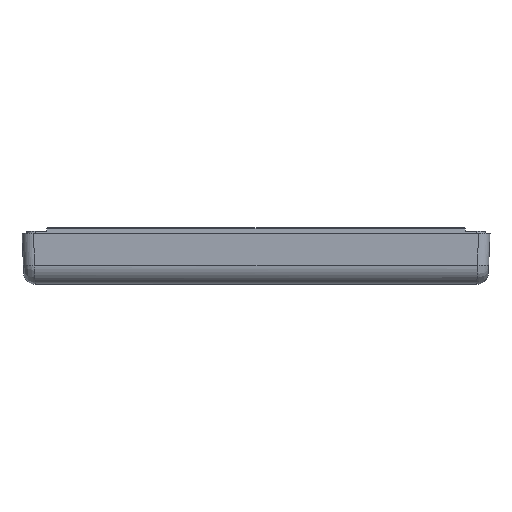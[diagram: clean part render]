
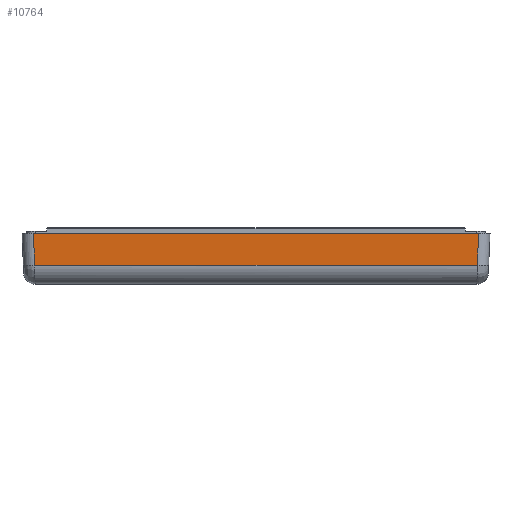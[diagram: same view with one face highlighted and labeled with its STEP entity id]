
A CAD part, front view. The second image highlights one B-rep face of the part: STEP entity #10764.
In plain terms, the highlighted planar face has unit normal (0, -0.999, -0.044).
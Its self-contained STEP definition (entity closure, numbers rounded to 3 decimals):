
#9569=CARTESIAN_POINT('',(-52.906,-37.478,-0.5));
#9570=VERTEX_POINT('',#9569);
#9578=CARTESIAN_POINT('',(52.906,-37.478,-0.5));
#9579=VERTEX_POINT('',#9578);
#9580=CARTESIAN_POINT('',(52.906,-37.478,-0.5));
#9581=DIRECTION('',(-1.0,0.0,0.0));
#9582=VECTOR('',#9581,105.811);
#9583=LINE('',#9580,#9582);
#9584=EDGE_CURVE('',#9579,#9570,#9583,.T.);
#9927=CARTESIAN_POINT('',(-52.576,-37.148,-8.057));
#9928=VERTEX_POINT('',#9927);
#9936=CARTESIAN_POINT('',(-52.576,-37.148,-8.057));
#9937=DIRECTION('',(-0.044,-0.044,0.998));
#9938=VECTOR('',#9937,7.572);
#9939=LINE('',#9936,#9938);
#9940=EDGE_CURVE('',#9928,#9570,#9939,.T.);
#10245=CARTESIAN_POINT('',(52.576,-37.148,-8.057));
#10246=VERTEX_POINT('',#10245);
#10254=CARTESIAN_POINT('',(52.576,-37.148,-8.057));
#10255=DIRECTION('',(-1.0,0.0,0.0));
#10256=VECTOR('',#10255,105.152);
#10257=LINE('',#10254,#10256);
#10258=EDGE_CURVE('',#10246,#9928,#10257,.T.);
#10742=CARTESIAN_POINT('',(52.906,-37.478,-0.5));
#10743=DIRECTION('',(-0.044,0.044,-0.998));
#10744=VECTOR('',#10743,7.572);
#10745=LINE('',#10742,#10744);
#10746=EDGE_CURVE('',#9579,#10246,#10745,.T.);
#10753=CARTESIAN_POINT('',(-55.625,-37.5,0.0));
#10754=DIRECTION('',(0.0,-0.999,-0.044));
#10755=DIRECTION('',(-1.0,0.0,0.0));
#10756=AXIS2_PLACEMENT_3D('',#10753,#10754,#10755);
#10757=PLANE('',#10756);
#10758=ORIENTED_EDGE('',*,*,#9584,.T.);
#10759=ORIENTED_EDGE('',*,*,#9940,.F.);
#10760=ORIENTED_EDGE('',*,*,#10258,.F.);
#10761=ORIENTED_EDGE('',*,*,#10746,.F.);
#10762=EDGE_LOOP('',(#10758,#10759,#10760,#10761));
#10763=FACE_OUTER_BOUND('',#10762,.T.);
#10764=ADVANCED_FACE('',(#10763),#10757,.T.);
